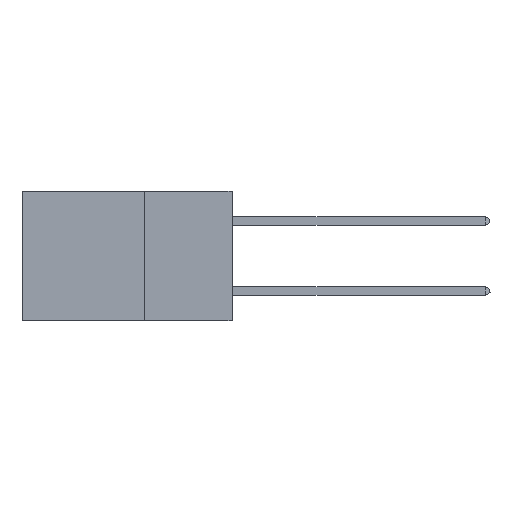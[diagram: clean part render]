
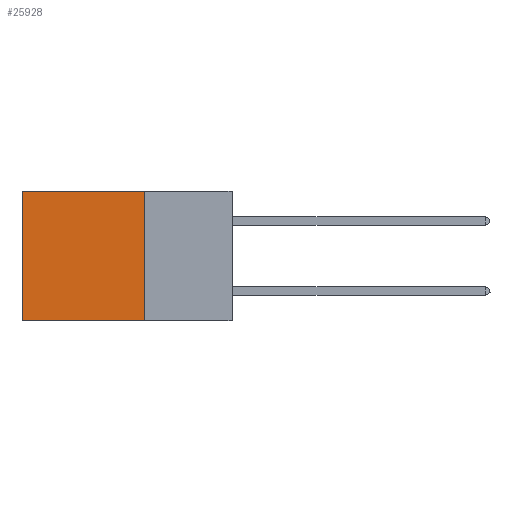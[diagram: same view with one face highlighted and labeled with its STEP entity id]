
A CAD part, left-side view. The second image highlights one B-rep face of the part: STEP entity #25928.
In plain terms, the highlighted planar face has unit normal (-1, 0, 0).
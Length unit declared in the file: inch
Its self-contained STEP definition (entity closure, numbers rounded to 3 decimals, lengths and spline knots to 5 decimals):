
#185 = LINE ( 'NONE', #1646, #2296 ) ;
#1390 = EDGE_CURVE ( 'NONE', #14972, #2033, #185, .T. ) ;
#1470 = CARTESIAN_POINT ( 'NONE',  ( 0.2875, 0.6, 0. ) ) ;
#1640 = EDGE_CURVE ( 'NONE', #11985, #14972, #21970, .T. ) ;
#1646 = CARTESIAN_POINT ( 'NONE',  ( 0.2875, 0.25, -0.37 ) ) ;
#1755 = AXIS2_PLACEMENT_3D ( 'NONE', #22165, #8972, #24348 ) ;
#1817 = DIRECTION ( 'NONE',  ( 0., 1., 0. ) ) ;
#2033 = VERTEX_POINT ( 'NONE', #15628 ) ;
#2296 = VECTOR ( 'NONE', #1817, 39.37008 ) ;
#4589 = PLANE ( 'NONE',  #1755 ) ;
#5201 = EDGE_LOOP ( 'NONE', ( #7986, #23585, #18623, #12957 ) ) ;
#5532 = DIRECTION ( 'NONE',  ( 0., 0., -1. ) ) ;
#5630 = CARTESIAN_POINT ( 'NONE',  ( 0.2875, 0.6, 0. ) ) ;
#6103 = FACE_OUTER_BOUND ( 'NONE', #5201, .T. ) ;
#6141 = CARTESIAN_POINT ( 'NONE',  ( 0.2875, 0.25, 0. ) ) ;
#7278 = VERTEX_POINT ( 'NONE', #1470 ) ;
#7986 = ORIENTED_EDGE ( 'NONE', *, *, #23370, .T. ) ;
#8972 = DIRECTION ( 'NONE',  ( 1., 0., 0. ) ) ;
#9100 = CARTESIAN_POINT ( 'NONE',  ( 0.2875, 0.25, 0. ) ) ;
#9544 = DIRECTION ( 'NONE',  ( 0., 0., -1. ) ) ;
#9758 = VECTOR ( 'NONE', #5532, 39.37008 ) ;
#10546 = VECTOR ( 'NONE', #22407, 39.37008 ) ;
#11985 = VERTEX_POINT ( 'NONE', #15546 ) ;
#12957 = ORIENTED_EDGE ( 'NONE', *, *, #21954, .T. ) ;
#14972 = VERTEX_POINT ( 'NONE', #27155 ) ;
#15546 = CARTESIAN_POINT ( 'NONE',  ( 0.2875, 0.25, 0. ) ) ;
#15628 = CARTESIAN_POINT ( 'NONE',  ( 0.2875, 0.6, -0.37 ) ) ;
#16519 = LINE ( 'NONE', #9100, #10546 ) ;
#16887 = VECTOR ( 'NONE', #9544, 39.37008 ) ;
#18623 = ORIENTED_EDGE ( 'NONE', *, *, #1640, .F. ) ;
#21954 = EDGE_CURVE ( 'NONE', #11985, #7278, #16519, .T. ) ;
#21970 = LINE ( 'NONE', #6141, #16887 ) ;
#22165 = CARTESIAN_POINT ( 'NONE',  ( 0.2875, 0.25, 0. ) ) ;
#22407 = DIRECTION ( 'NONE',  ( 0., 1., 0. ) ) ;
#23370 = EDGE_CURVE ( 'NONE', #7278, #2033, #26574, .T. ) ;
#23585 = ORIENTED_EDGE ( 'NONE', *, *, #1390, .F. ) ;
#24348 = DIRECTION ( 'NONE',  ( 0., 0., -1. ) ) ;
#25928 = ADVANCED_FACE ( 'NONE', ( #6103 ), #4589, .F. ) ;
#26574 = LINE ( 'NONE', #5630, #9758 ) ;
#27155 = CARTESIAN_POINT ( 'NONE',  ( 0.2875, 0.25, -0.37 ) ) ;
